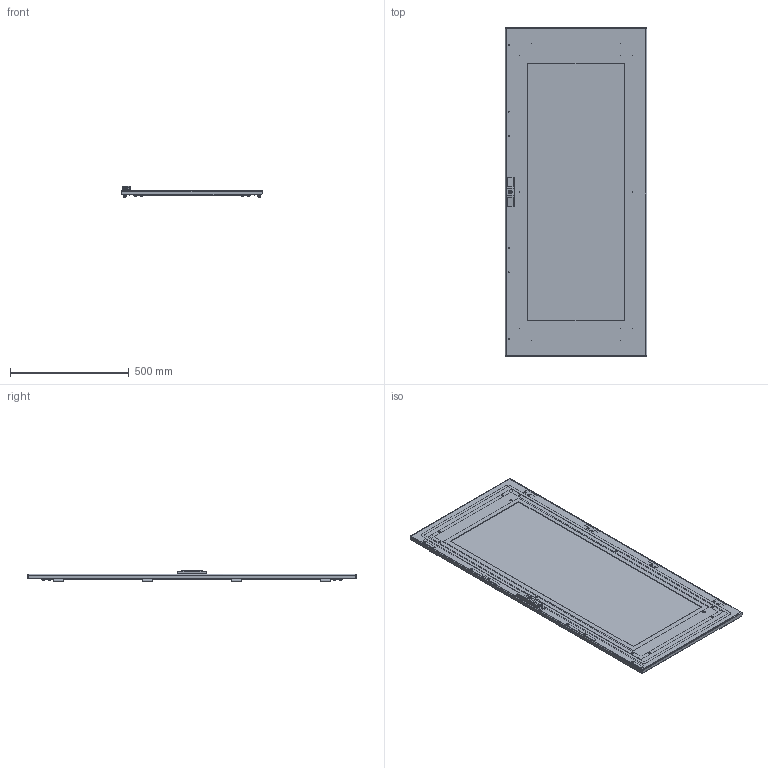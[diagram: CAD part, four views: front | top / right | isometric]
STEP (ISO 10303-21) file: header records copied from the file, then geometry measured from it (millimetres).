
FILE_DESCRIPTION (( 'STEP AP203' ), '1' );
FILE_NAME ('UR24400140604 Äâåðü îáçîðíàÿ RS52 140.60 ÑÏ (000.801.508-01).STEP', '2022-04-08T11:01:03', ( '' ), ( '' ), 'SwSTEP 2.0', 'SolidWorks 2017', '' );
FILE_SCHEMA (( 'CONFIG_CONTROL_DESIGN' ));
Length unit declared in the file: millimetre
Products named in the file (34): Ãàéêà øåñòèãðàííàÿ âûñîêàÿ ñàìîñòîïîðÿùàÿñÿ ñ ôëàíöåì ÃÎÑÒ ISO 7043_Œ6; 050-42 Âòóëêà ñêðûòîé ïåòëè; 000.800.093 Ïëàíêà çàïîðíàÿ_01 (140.00); 029-373 Ñîåäèíèòåëü óãëîâîé ðàìêè äâåðè RS52; 000.800.094 Ïëàíêà çàïîðíàÿ_01 (140.00); 017-45 栺樏鋋_01 (140.60); 000.231.045 Ðàìà óñèëèâàþùàÿ RS52_06 (140.60); 040-196 Ïëàíêà çàïîðíàÿ_01 (140.00); 016-90 Øòûðü ïåòëè LC3; 000.210.557 Îñíîâàíèå äâåðè RS52 140.00_01 (140.60); Øïèëüêà çàçåìëåíèÿ CKF CS_Œ6å16; 000.800.061 Ïåòëÿ LC3_‡ ªàëâ®; Âèíò DIN 7500 C TORX_Œ5å16; Øàéáà 6402 Ò_Œ6; 028-98 Ñêîáà; Øïèëüêà ðåçüáîâàÿ Ì6_Œ6å12; 000.800.092 Ïëàíêà çàïîðíàÿ_00 (140.00); 012-2036 Ïàíåëü äâåðè RS52 140.00_01 (140.60); Âèíò ISO 10642 TX_Œ5å10; Øïèëüêà ðåçüáîâàÿ Ì6_Œ5å12; 054-201 Ïîïåðå÷èíà äâåðè RS52_01 (00.60); 040-195 Ïëàíêà çàïîðíàÿ_01 (140.00); 028-126 Ñêîáà LC3; 037-50 Ïåòëÿ LC3; 048-06 Ïðóæèíà ïåòëè çàæèìíàÿ; Ãàéêà Ýðèêñîíà Ì5 ñ ïëîñêîé ãîëîâêîé; Âèíò ISO 10642 TX_Œ5å16; Óïëîòíèòåëü ÏÏÓ äëÿ äâåðêè LC3_04 (140å60); MS896 Çàìîê-íàêëàäêà îñíîâíàÿ äëÿ LC_Žâªàëâ®; 040-194 Ïëàíêà çàïîðíàÿ_01 (140.00); 054-200 Ñòîéêà äâåðè RS52_01 (140.00); UR24400140604 Äâåðü îáçîðíàÿ RS52 140.60 ÑÏ (000.801.508-01); Ñêîò÷ äëÿ ñòåêëà äâåðè RS52_01 (140.60); 000.203.276 ﾄ粢 RS52 140.00_01 (140.60)
Assembly tree (109 placements, depth 4):
  UR24400140604 Äâåðü îáçîðíàÿ RS52 140.60 ÑÏ (000.801.508-01)
    000.203.276 ﾄ粢 RS52 140.00_01 (140.60)
      000.210.557 Îñíîâàíèå äâåðè RS52 140.00_01 (140.60)
        012-2036 Ïàíåëü äâåðè RS52 140.00_01 (140.60)
        Øïèëüêà çàçåìëåíèÿ CKF CS_Œ6å16  x2
        Øïèëüêà ðåçüáîâàÿ Ì6_Œ5å12  x10
        Øïèëüêà ðåçüáîâàÿ Ì6_Œ6å12  x6
        050-42 Âòóëêà ñêðûòîé ïåòëè  x4
      000.231.045 Ðàìà óñèëèâàþùàÿ RS52_06 (140.60)
        054-200 Ñòîéêà äâåðè RS52_01 (140.00)  x2
        054-201 Ïîïåðå÷èíà äâåðè RS52_01 (00.60)  x2
        029-373 Ñîåäèíèòåëü óãëîâîé ðàìêè äâåðè RS52  x4
        Âèíò DIN 7500 C TORX_Œ5å16  x8
      Ãàéêà Ýðèêñîíà Ì5 ñ ïëîñêîé ãîëîâêîé  x10
      Óïëîòíèòåëü ÏÏÓ äëÿ äâåðêè LC3_04 (140å60)
      MS896 Çàìîê-íàêëàäêà îñíîâíàÿ äëÿ LC_Žâªàëâ®
      Âèíò ISO 10642 TX_Œ5å10  x2
      000.800.092 Ïëàíêà çàïîðíàÿ_00 (140.00)
        040-194 Ïëàíêà çàïîðíàÿ_01 (140.00)
        028-98 Ñêîáà  x2
      000.800.093 Ïëàíêà çàïîðíàÿ_01 (140.00)
        040-195 Ïëàíêà çàïîðíàÿ_01 (140.00)
        028-98 Ñêîáà
      000.800.094 Ïëàíêà çàïîðíàÿ_01 (140.00)
        040-196 Ïëàíêà çàïîðíàÿ_01 (140.00)
        028-98 Ñêîáà
      Ãàéêà øåñòèãðàííàÿ âûñîêàÿ ñàìîñòîïîðÿùàÿñÿ ñ ôëàíöåì ÃÎÑÒ ISO 7043_Œ6  x6
      Øàéáà 6402 Ò_Œ6  x6
      Ñêîò÷ äëÿ ñòåêëà äâåðè RS52_01 (140.60)
      017-45 栺樏鋋_01 (140.60)
    000.800.061 Ïåòëÿ LC3_‡ ªàëâ®  x4
      037-50 Ïåòëÿ LC3
      016-90 Øòûðü ïåòëè LC3
      048-06 Ïðóæèíà ïåòëè çàæèìíàÿ
    028-126 Ñêîáà LC3  x4
    Âèíò ISO 10642 TX_Œ5å16  x16
Bounding box: 596.8 x 1384 x 47.95 mm (x, y, z)
Volume: 3792164.3 mm3; surface area: 2890813 mm2
Topology: 119 solids, 123 shells, 3744 faces, 9889 edges, 6407 vertices
Faces by surface type: cylinder 1599, plane 1447, cone 468, bspline 112, torus 102, sphere 16
Entity records: 45418 total; most frequent: CARTESIAN_POINT 9988, DIRECTION 6401, ORIENTED_EDGE 5998, EDGE_CURVE 3002, AXIS2_PLACEMENT_3D 2366, VERTEX_POINT 1936, LINE 1669, VECTOR 1669
